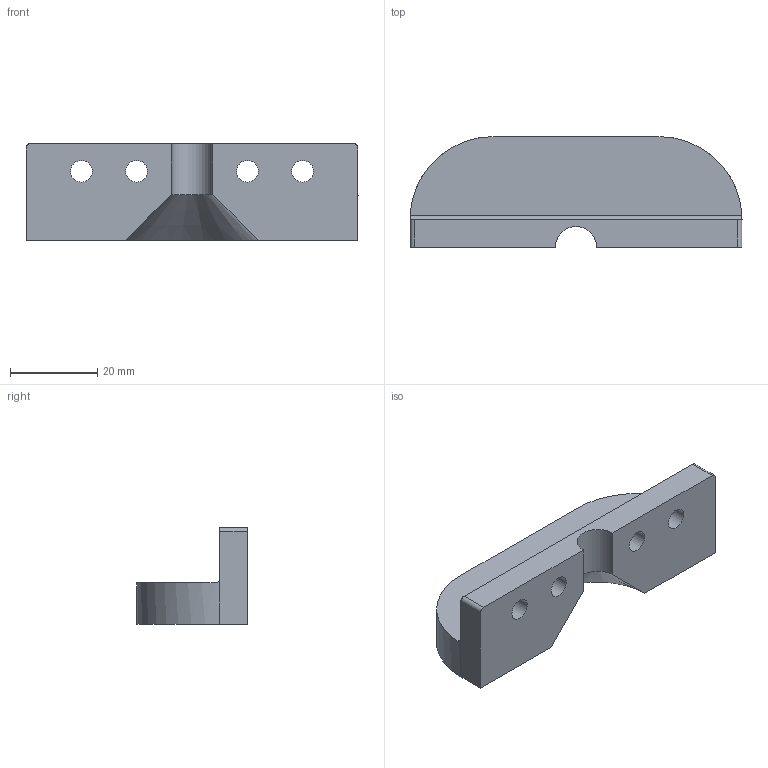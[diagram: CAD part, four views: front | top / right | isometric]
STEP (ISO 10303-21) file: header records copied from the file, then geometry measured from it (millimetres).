
FILE_DESCRIPTION(/* description */ (''),/* implementation_level */ '2;1');
FILE_NAME(/* name */ 'SwerveAilgnment.stp',/* time_stamp */ '2023-07-07T08:10:46-05:00',/* author */ ('Laptop2'),/* organization */ (''),/* preprocessor_version */ 'ST-DEVELOPER v19.2',/* originating_system */ 'Autodesk Inventor 2023',/* authorisation */ '');
FILE_SCHEMA (('AUTOMOTIVE_DESIGN { 1 0 10303 214 3 1 1 }'));
Length unit declared in the file: millimetre
Products named in the file (1): SwerveAilgnment
Bounding box: 76.2 x 25.4 x 22.2 mm (x, y, z)
Volume: 20349.2 mm3; surface area: 7553 mm2
Topology: 1 solids, 1 shells, 20 faces, 52 edges, 34 vertices
Faces by surface type: cylinder 10, plane 9, cone 1
Full cylindrical faces by diameter (mm): 4.978 x4
Entity records: 692 total; most frequent: CARTESIAN_POINT 125, DIRECTION 111, ORIENTED_EDGE 104, EDGE_CURVE 52, AXIS2_PLACEMENT_3D 40, VERTEX_POINT 34, LINE 31, VECTOR 31
